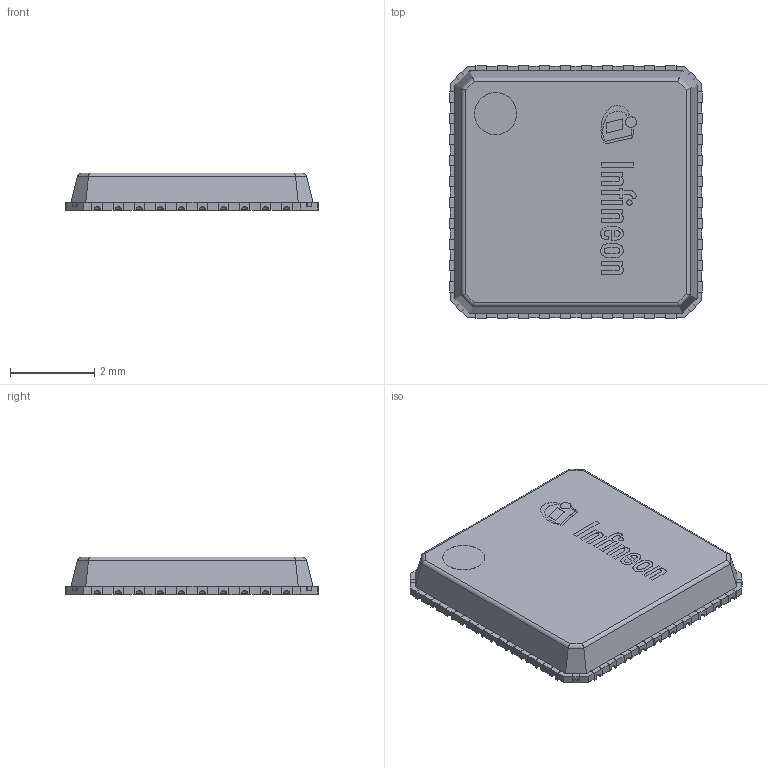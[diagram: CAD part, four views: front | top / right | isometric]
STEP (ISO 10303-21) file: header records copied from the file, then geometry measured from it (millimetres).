
FILE_DESCRIPTION(/* description */ (''),/* implementation_level */ '2;1');
FILE_NAME(/* name */ '1.stp',/* time_stamp */ '2025-12-10T21:02:17+05:30',/* author */ ('sivamani'),/* organization */ (''),/* preprocessor_version */ 'ST-DEVELOPER v19.2',/* originating_system */ 'AutoCAD Mechanical',/* authorisation */ '');
FILE_SCHEMA (('AUTOMOTIVE_DESIGN { 1 0 10303 214 3 1 1 }'));
Length unit declared in the file: millimetre
Products named in the file (1): Product
Bounding box: 6 x 6 x 0.9 mm (x, y, z)
Volume: 28.1 mm3; surface area: 177.4 mm2
Topology: 60 solids, 60 shells, 816 faces, 2077 edges, 1342 vertices
Faces by surface type: plane 582, cylinder 176, sphere 40, bspline 18
Full cylindrical faces by diameter (mm): 0.127 x1, 0.261 x1, 1 x2
Entity records: 24340 total; most frequent: CARTESIAN_POINT 4566, ORIENTED_EDGE 4074, DIRECTION 3983, EDGE_CURVE 2037, LINE 1617, VECTOR 1617, VERTEX_POINT 1342, AXIS2_PLACEMENT_3D 1183
